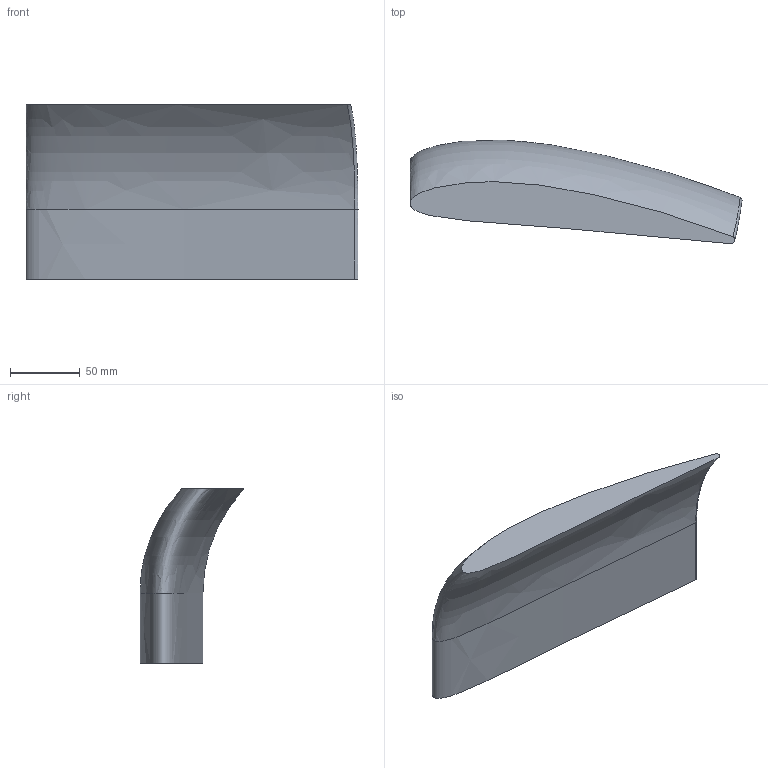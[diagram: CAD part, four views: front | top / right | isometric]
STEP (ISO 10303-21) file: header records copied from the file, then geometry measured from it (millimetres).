
FILE_DESCRIPTION(/* description */ (''),/* implementation_level */ '2;1');
FILE_NAME(/* name */ 'Wing_forcfd3 v11.step',/* time_stamp */ '2025-04-07T11:05:24-06:00',/* author */ (''),/* organization */ (''),/* preprocessor_version */ 'ST-DEVELOPER v20',/* originating_system */ 'Autodesk Translation Framework v13.20.0.188',/* authorisation */ '');
FILE_SCHEMA (('AUTOMOTIVE_DESIGN { 1 0 10303 214 3 1 1 }'));
Length unit declared in the file: millimetre
Products named in the file (1): Wing_forcfd3
Bounding box: 237.95 x 74.4 x 125 mm (x, y, z)
Volume: 602737.7 mm3; surface area: 75218.1 mm2
Topology: 1 solids, 1 shells, 6 faces, 10 edges, 6 vertices
Faces by surface type: bspline 4, plane 2
Entity records: 1638 total; most frequent: CARTESIAN_POINT 1524, ORIENTED_EDGE 20, EDGE_CURVE 10, DIRECTION 8, FACE_OUTER_BOUND 6, EDGE_LOOP 6, B_SPLINE_CURVE_WITH_KNOTS 6, VERTEX_POINT 6
